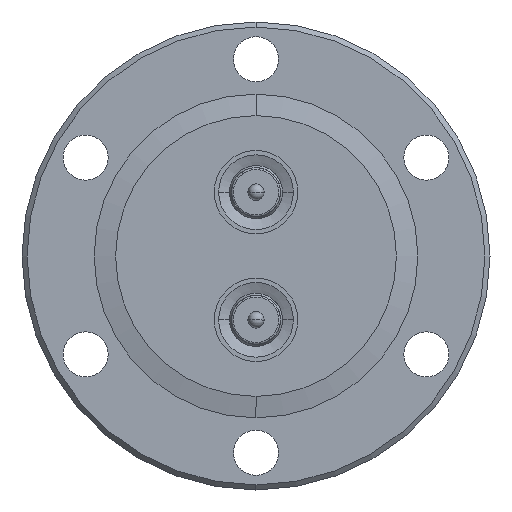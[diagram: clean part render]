
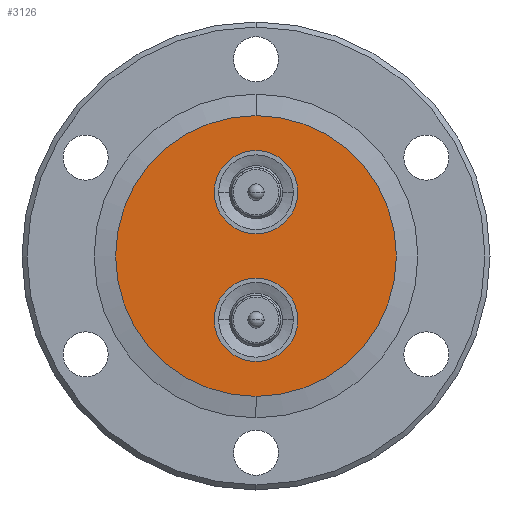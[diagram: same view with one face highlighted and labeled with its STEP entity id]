
A CAD part, front view. The second image highlights one B-rep face of the part: STEP entity #3126.
In plain terms, the highlighted planar face has unit normal (0, -1, 0).
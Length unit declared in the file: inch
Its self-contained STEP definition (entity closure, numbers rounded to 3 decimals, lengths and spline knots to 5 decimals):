
#422 = CARTESIAN_POINT ( 'NONE',  ( 0., 0.72412, -0.825 ) ) ;
#489 = CARTESIAN_POINT ( 'NONE',  ( 0., 0.72412, 0.13 ) ) ;
#794 = CARTESIAN_POINT ( 'NONE',  ( 0., 0.72412, 0.375 ) ) ;
#795 = DIRECTION ( 'NONE',  ( 0., -1., 0. ) ) ;
#796 = DIRECTION ( 'NONE',  ( 0., 0., 1. ) ) ;
#805 = CARTESIAN_POINT ( 'NONE',  ( 0., 0.72412, -0.375 ) ) ;
#806 = DIRECTION ( 'NONE',  ( 0., -1., 0. ) ) ;
#807 = DIRECTION ( 'NONE',  ( 0., 0., 1. ) ) ;
#855 = CARTESIAN_POINT ( 'NONE',  ( 0., 0.72412, 0.62 ) ) ;
#969 = CIRCLE ( 'NONE', #973, 0.245 ) ;
#972 = CIRCLE ( 'NONE', #976, 0.825 ) ;
#973 = AXIS2_PLACEMENT_3D ( 'NONE', #3978, #3979, #3980 ) ;
#976 = AXIS2_PLACEMENT_3D ( 'NONE', #3982, #3983, #3984 ) ;
#1035 = AXIS2_PLACEMENT_3D ( 'NONE', #6461, #6462, #6463 ) ;
#1052 = CIRCLE ( 'NONE', #1035, 0.245 ) ;
#1112 = VERTEX_POINT ( 'NONE', #3023 ) ;
#1342 = AXIS2_PLACEMENT_3D ( 'NONE', #3778, #3779, #3780 ) ;
#1362 = CIRCLE ( 'NONE', #1342, 0.825 ) ;
#1453 = EDGE_LOOP ( 'NONE', ( #2126, #2210 ) ) ;
#1463 = EDGE_LOOP ( 'NONE', ( #2029, #2019 ) ) ;
#1474 = EDGE_LOOP ( 'NONE', ( #2196, #2007 ) ) ;
#2007 = ORIENTED_EDGE ( 'NONE', *, *, #3176, .T. ) ;
#2019 = ORIENTED_EDGE ( 'NONE', *, *, #2592, .F. ) ;
#2029 = ORIENTED_EDGE ( 'NONE', *, *, #5597, .F. ) ;
#2126 = ORIENTED_EDGE ( 'NONE', *, *, #5630, .F. ) ;
#2196 = ORIENTED_EDGE ( 'NONE', *, *, #5631, .T. ) ;
#2210 = ORIENTED_EDGE ( 'NONE', *, *, #2595, .F. ) ;
#2507 = VERTEX_POINT ( 'NONE', #422 ) ;
#2531 = VERTEX_POINT ( 'NONE', #489 ) ;
#2592 = EDGE_CURVE ( 'NONE', #2531, #2813, #6759, .T. ) ;
#2595 = EDGE_CURVE ( 'NONE', #1112, #3262, #6747, .T. ) ;
#2813 = VERTEX_POINT ( 'NONE', #855 ) ;
#3023 = CARTESIAN_POINT ( 'NONE',  ( 0., 0.72412, -0.62 ) ) ;
#3126 = ADVANCED_FACE ( 'NONE', ( #3554, #3556, #3557 ), #3558, .T. ) ;
#3176 = EDGE_CURVE ( 'NONE', #2507, #3310, #1362, .T. ) ;
#3262 = VERTEX_POINT ( 'NONE', #3852 ) ;
#3310 = VERTEX_POINT ( 'NONE', #3891 ) ;
#3546 = DIRECTION ( 'NONE',  ( 0., -1., 0. ) ) ;
#3553 = CARTESIAN_POINT ( 'NONE',  ( 0.825, 0.72412, 0. ) ) ;
#3554 = FACE_BOUND ( 'NONE', #1453, .T. ) ;
#3556 = FACE_BOUND ( 'NONE', #1463, .T. ) ;
#3557 = FACE_OUTER_BOUND ( 'NONE', #1474, .T. ) ;
#3558 = PLANE ( 'NONE',  #5386 ) ;
#3560 = DIRECTION ( 'NONE',  ( 0., 0., 1. ) ) ;
#3778 = CARTESIAN_POINT ( 'NONE',  ( 0., 0.72412, 0. ) ) ;
#3779 = DIRECTION ( 'NONE',  ( 0., -1., 0. ) ) ;
#3780 = DIRECTION ( 'NONE',  ( 0., 0., 1. ) ) ;
#3852 = CARTESIAN_POINT ( 'NONE',  ( 0., 0.72412, -0.13 ) ) ;
#3891 = CARTESIAN_POINT ( 'NONE',  ( 0., 0.72412, 0.825 ) ) ;
#3978 = CARTESIAN_POINT ( 'NONE',  ( 0., 0.72412, -0.375 ) ) ;
#3979 = DIRECTION ( 'NONE',  ( 0., -1., 0. ) ) ;
#3980 = DIRECTION ( 'NONE',  ( 0., 0., 1. ) ) ;
#3982 = CARTESIAN_POINT ( 'NONE',  ( 0., 0.72412, 0. ) ) ;
#3983 = DIRECTION ( 'NONE',  ( 0., -1., 0. ) ) ;
#3984 = DIRECTION ( 'NONE',  ( 0., 0., 1. ) ) ;
#5386 = AXIS2_PLACEMENT_3D ( 'NONE', #3553, #3546, #3560 ) ;
#5597 = EDGE_CURVE ( 'NONE', #2813, #2531, #1052, .T. ) ;
#5630 = EDGE_CURVE ( 'NONE', #3262, #1112, #969, .T. ) ;
#5631 = EDGE_CURVE ( 'NONE', #3310, #2507, #972, .T. ) ;
#6461 = CARTESIAN_POINT ( 'NONE',  ( 0., 0.72412, 0.375 ) ) ;
#6462 = DIRECTION ( 'NONE',  ( 0., -1., 0. ) ) ;
#6463 = DIRECTION ( 'NONE',  ( 0., 0., 1. ) ) ;
#6747 = CIRCLE ( 'NONE', #6758, 0.245 ) ;
#6748 = AXIS2_PLACEMENT_3D ( 'NONE', #794, #795, #796 ) ;
#6758 = AXIS2_PLACEMENT_3D ( 'NONE', #805, #806, #807 ) ;
#6759 = CIRCLE ( 'NONE', #6748, 0.245 ) ;
